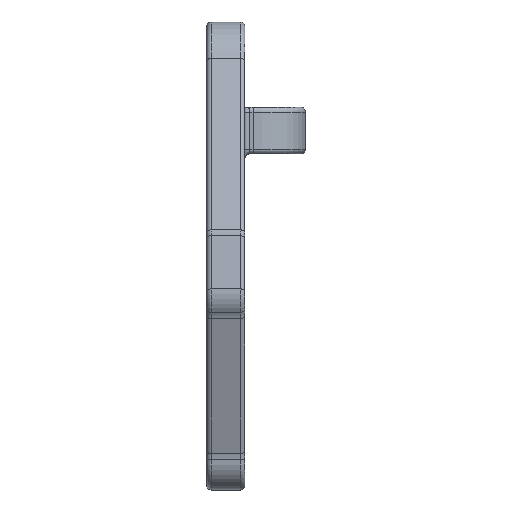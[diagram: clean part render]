
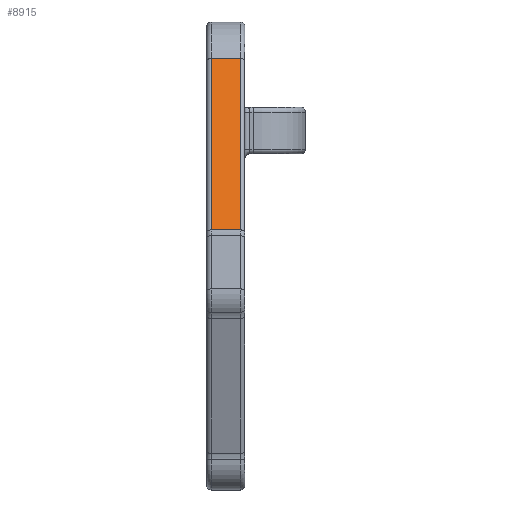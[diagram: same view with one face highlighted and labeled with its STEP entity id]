
A CAD part, left-side view. The second image highlights one B-rep face of the part: STEP entity #8915.
In plain terms, the highlighted planar face has unit normal (-0.937, 0, 0.348).
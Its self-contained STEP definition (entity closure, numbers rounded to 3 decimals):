
#208=PLANE('',#10226);
#742=LINE('',#16676,#1223);
#762=LINE('',#16968,#1243);
#776=LINE('',#17013,#1257);
#777=LINE('',#17015,#1258);
#1223=VECTOR('',#12882,10.);
#1243=VECTOR('',#13118,10.);
#1257=VECTOR('',#13180,10.);
#1258=VECTOR('',#13183,10.);
#2088=FACE_OUTER_BOUND('',#2721,.T.);
#2721=EDGE_LOOP('',(#7980,#7981,#7982,#7983));
#4336=VERTEX_POINT('',#16670);
#4337=VERTEX_POINT('',#16674);
#4372=VERTEX_POINT('',#16962);
#4373=VERTEX_POINT('',#16966);
#5516=EDGE_CURVE('',#4336,#4337,#742,.T.);
#5604=EDGE_CURVE('',#4373,#4372,#762,.T.);
#5627=EDGE_CURVE('',#4373,#4337,#776,.T.);
#5628=EDGE_CURVE('',#4372,#4336,#777,.T.);
#7980=ORIENTED_EDGE('',*,*,#5604,.F.);
#7981=ORIENTED_EDGE('',*,*,#5627,.T.);
#7982=ORIENTED_EDGE('',*,*,#5516,.F.);
#7983=ORIENTED_EDGE('',*,*,#5628,.F.);
#8915=ADVANCED_FACE('',(#2088),#208,.T.);
#10226=AXIS2_PLACEMENT_3D('',#17014,#13181,#13182);
#12882=DIRECTION('',(0.349,0.,0.937));
#13118=DIRECTION('',(-0.349,0.,-0.937));
#13180=DIRECTION('',(0.,1.,0.));
#13181=DIRECTION('center_axis',(-0.937,0.,0.349));
#13182=DIRECTION('ref_axis',(0.349,0.,0.937));
#13183=DIRECTION('',(0.,1.,0.));
#16670=CARTESIAN_POINT('',(-24.281,2.9,0.941));
#16674=CARTESIAN_POINT('',(-18.796,2.9,15.69));
#16676=CARTESIAN_POINT('',(-25.401,2.9,-2.072));
#16962=CARTESIAN_POINT('',(-24.281,0.4,0.941));
#16966=CARTESIAN_POINT('',(-18.796,0.4,15.69));
#16968=CARTESIAN_POINT('',(-25.401,0.4,-2.072));
#17013=CARTESIAN_POINT('',(-18.796,0.,15.69));
#17014=CARTESIAN_POINT('Origin',(-24.281,0.,0.941));
#17015=CARTESIAN_POINT('',(-24.281,0.,0.941));
